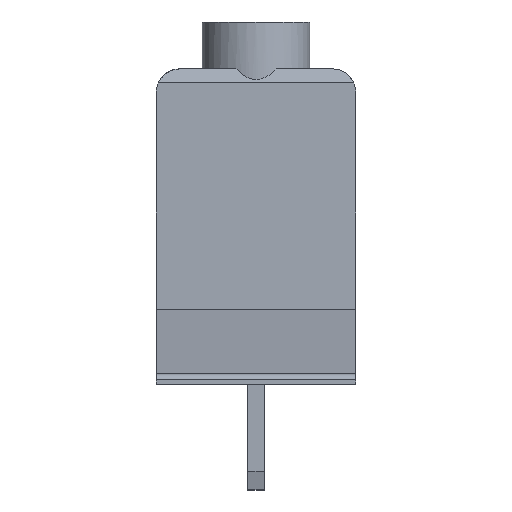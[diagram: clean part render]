
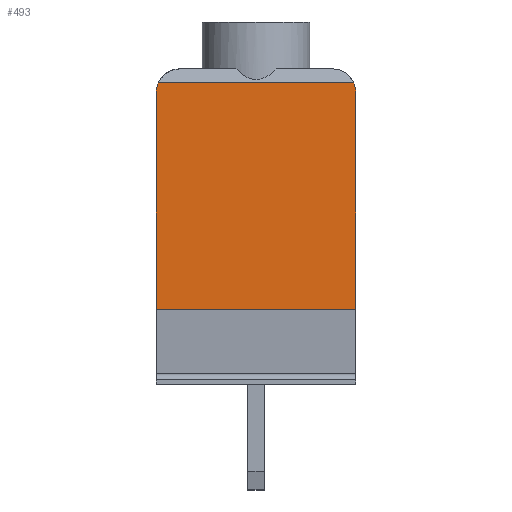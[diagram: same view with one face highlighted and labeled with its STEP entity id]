
A CAD part, left-side view. The second image highlights one B-rep face of the part: STEP entity #493.
In plain terms, the highlighted planar face has unit normal (-1, 0, 0).
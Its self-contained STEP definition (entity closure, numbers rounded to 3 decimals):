
#493 = ADVANCED_FACE( 'F105', ( #1108 ), #1109, .T. );
#1108 = FACE_OUTER_BOUND( '', #1861, .T. );
#1109 = PLANE( '', #1862 );
#1861 = EDGE_LOOP( '', ( #3143, #3144, #3145, #3146, #3147, #3148, #3149, #3150 ) );
#1862 = AXIS2_PLACEMENT_3D( '', #3151, #3152, #3153 );
#3143 = ORIENTED_EDGE( '', *, *, #4991, .T. );
#3144 = ORIENTED_EDGE( '', *, *, #5026, .T. );
#3145 = ORIENTED_EDGE( '', *, *, #5027, .F. );
#3146 = ORIENTED_EDGE( '', *, *, #5028, .T. );
#3147 = ORIENTED_EDGE( '', *, *, #4862, .F. );
#3148 = ORIENTED_EDGE( '', *, *, #5029, .T. );
#3149 = ORIENTED_EDGE( '', *, *, #5030, .F. );
#3150 = ORIENTED_EDGE( '', *, *, #5031, .F. );
#3151 = CARTESIAN_POINT( '', ( -2.5, -8.5, 12.4 ) );
#3152 = DIRECTION( '', ( -1., 0., 0. ) );
#3153 = DIRECTION( '', ( 0., 0., 1. ) );
#4862 = EDGE_CURVE( '', #5957, #5959, #5960, .T. );
#4991 = EDGE_CURVE( '', #6164, #6162, #6165, .T. );
#5026 = EDGE_CURVE( '', #6162, #6217, #6218, .T. );
#5027 = EDGE_CURVE( '', #6219, #6217, #6220, .T. );
#5028 = EDGE_CURVE( '', #6219, #5959, #6221, .T. );
#5029 = EDGE_CURVE( '', #5957, #6222, #6223, .T. );
#5030 = EDGE_CURVE( '', #6224, #6222, #6225, .T. );
#5031 = EDGE_CURVE( '', #6164, #6224, #6226, .T. );
#5957 = VERTEX_POINT( '', #7467 );
#5959 = VERTEX_POINT( '', #7470 );
#5960 = CIRCLE( '', #7471, 1. );
#6162 = VERTEX_POINT( '', #7752 );
#6164 = VERTEX_POINT( '', #7755 );
#6165 = LINE( '', #7756, #7757 );
#6217 = VERTEX_POINT( '', #7824 );
#6218 = LINE( '', #7825, #7826 );
#6219 = VERTEX_POINT( '', #7827 );
#6220 = CIRCLE( '', #7828, 1. );
#6221 = LINE( '', #7829, #7830 );
#6222 = VERTEX_POINT( '', #7831 );
#6223 = LINE( '', #7832, #7833 );
#6224 = VERTEX_POINT( '', #7834 );
#6225 = LINE( '', #7835, #7836 );
#6226 = LINE( '', #7837, #7838 );
#7467 = CARTESIAN_POINT( '', ( -2.5, -0.001, 12.4 ) );
#7470 = CARTESIAN_POINT( '', ( -2.5, -0.083, 12.85 ) );
#7471 = AXIS2_PLACEMENT_3D( '', #8907, #8908, #8909 );
#7752 = CARTESIAN_POINT( '', ( -2.5, -8.5, 12.4 ) );
#7755 = CARTESIAN_POINT( '', ( -2.5, -8.5, 3.2 ) );
#7756 = CARTESIAN_POINT( '', ( -2.5, -8.5, 15.45 ) );
#7757 = VECTOR( '', #9056, 1000. );
#7824 = CARTESIAN_POINT( '', ( -2.5, -8.499, 12.4 ) );
#7825 = CARTESIAN_POINT( '', ( -2.5, -8.5, 12.4 ) );
#7826 = VECTOR( '', #9105, 1000. );
#7827 = CARTESIAN_POINT( '', ( -2.5, -8.417, 12.85 ) );
#7828 = AXIS2_PLACEMENT_3D( '', #9106, #9107, #9108 );
#7829 = CARTESIAN_POINT( '', ( -2.5, -8.5, 12.85 ) );
#7830 = VECTOR( '', #9109, 1000. );
#7831 = CARTESIAN_POINT( '', ( -2.5, 0., 12.4 ) );
#7832 = CARTESIAN_POINT( '', ( -2.5, -8.5, 12.4 ) );
#7833 = VECTOR( '', #9110, 1000. );
#7834 = CARTESIAN_POINT( '', ( -2.5, 0., 3.2 ) );
#7835 = CARTESIAN_POINT( '', ( -2.5, 0., 15.45 ) );
#7836 = VECTOR( '', #9111, 1000. );
#7837 = CARTESIAN_POINT( '', ( -2.5, -8.5, 3.2 ) );
#7838 = VECTOR( '', #9112, 1000. );
#8907 = CARTESIAN_POINT( '', ( -2.5, -1., 12.45 ) );
#8908 = DIRECTION( '', ( 1., 0., 0. ) );
#8909 = DIRECTION( '', ( 0., -1., 0. ) );
#9056 = DIRECTION( '', ( 0., 0., 1. ) );
#9105 = DIRECTION( '', ( 0., 1., 0. ) );
#9106 = CARTESIAN_POINT( '', ( -2.5, -7.5, 12.45 ) );
#9107 = DIRECTION( '', ( 1., 0., 0. ) );
#9108 = DIRECTION( '', ( 0., -1., 0. ) );
#9109 = DIRECTION( '', ( 0., 1., 0. ) );
#9110 = DIRECTION( '', ( 0., 1., 0. ) );
#9111 = DIRECTION( '', ( 0., 0., 1. ) );
#9112 = DIRECTION( '', ( 0., 1., 0. ) );
